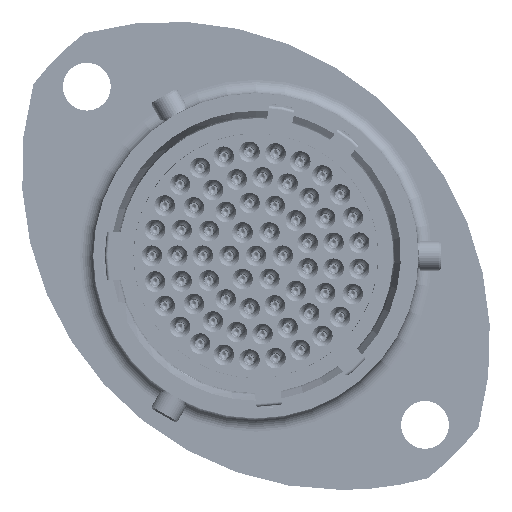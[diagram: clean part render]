
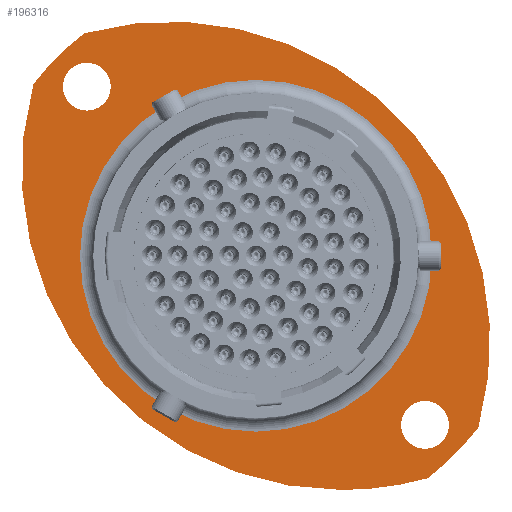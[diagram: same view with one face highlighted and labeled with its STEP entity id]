
A CAD part, left-side view. The second image highlights one B-rep face of the part: STEP entity #196316.
In plain terms, the highlighted planar face has unit normal (-1, 0, 0).
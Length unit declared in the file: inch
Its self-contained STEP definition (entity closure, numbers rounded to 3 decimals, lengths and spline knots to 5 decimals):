
#11802 = CARTESIAN_POINT ( 'NONE',  ( 0.62913, 0., 0. ) ) ;
#14978 = EDGE_CURVE ( 'NONE', #108658, #219422, #193058, .T. ) ;
#16423 = EDGE_CURVE ( 'NONE', #347419, #270698, #127955, .T. ) ;
#21772 = CARTESIAN_POINT ( 'NONE',  ( 0.62913, 0., -0.47067 ) ) ;
#23038 = EDGE_CURVE ( 'NONE', #270698, #347419, #39271, .T. ) ;
#28370 = CARTESIAN_POINT ( 'NONE',  ( 0.62913, 0., 0. ) ) ;
#32968 = FACE_BOUND ( 'NONE', #288784, .T. ) ;
#34781 = ORIENTED_EDGE ( 'NONE', *, *, #304382, .F. ) ;
#36432 = CARTESIAN_POINT ( 'NONE',  ( 0.62913, 0.22967, -0.22967 ) ) ;
#38574 = DIRECTION ( 'NONE',  ( 0., 0., -1. ) ) ;
#39271 = CIRCLE ( 'NONE', #257877, 0.06398 ) ;
#41145 = ORIENTED_EDGE ( 'NONE', *, *, #336877, .T. ) ;
#43731 = EDGE_CURVE ( 'NONE', #60548, #108658, #209079, .T. ) ;
#45086 = DIRECTION ( 'NONE',  ( 1., 0., 0. ) ) ;
#50573 = ORIENTED_EDGE ( 'NONE', *, *, #329820, .T. ) ;
#55385 = DIRECTION ( 'NONE',  ( 0., 0., 1. ) ) ;
#56103 = EDGE_CURVE ( 'NONE', #219422, #207386, #117767, .T. ) ;
#60548 = VERTEX_POINT ( 'NONE', #113386 ) ;
#63430 = DIRECTION ( 'NONE',  ( 0., 0., -1. ) ) ;
#69671 = CARTESIAN_POINT ( 'NONE',  ( 0.62913, -0.45238, -0.45238 ) ) ;
#71293 = EDGE_LOOP ( 'NONE', ( #222664, #331797 ) ) ;
#74477 = CARTESIAN_POINT ( 'NONE',  ( 0.62913, -0.45238, -0.45238 ) ) ;
#74625 = CARTESIAN_POINT ( 'NONE',  ( 0.62913, 0.45238, 0.45238 ) ) ;
#74890 = AXIS2_PLACEMENT_3D ( 'NONE', #102160, #289852, #129171 ) ;
#87917 = ORIENTED_EDGE ( 'NONE', *, *, #56103, .T. ) ;
#88391 = CIRCLE ( 'NONE', #299795, 0.8563 ) ;
#93226 = CARTESIAN_POINT ( 'NONE',  ( 0.62913, 0.45957, 0.59519 ) ) ;
#93789 = DIRECTION ( 'NONE',  ( -1., 0., 0. ) ) ;
#96330 = CARTESIAN_POINT ( 'NONE',  ( 0.62913, 0., 0.47067 ) ) ;
#96633 = DIRECTION ( 'NONE',  ( 0., 0., -1. ) ) ;
#99412 = CARTESIAN_POINT ( 'NONE',  ( 0.62913, 0., 0. ) ) ;
#100219 = CARTESIAN_POINT ( 'NONE',  ( 0.62913, 0.43524, 0. ) ) ;
#101425 = DIRECTION ( 'NONE',  ( 0., 0., -1. ) ) ;
#101544 = DIRECTION ( 'NONE',  ( 0., 0., -1. ) ) ;
#102160 = CARTESIAN_POINT ( 'NONE',  ( 0.62913, 0.45238, 0.45238 ) ) ;
#108658 = VERTEX_POINT ( 'NONE', #178448 ) ;
#112968 = AXIS2_PLACEMENT_3D ( 'NONE', #69671, #257329, #96633 ) ;
#113386 = CARTESIAN_POINT ( 'NONE',  ( 0.62913, -0.22967, -0.62663 ) ) ;
#117767 = CIRCLE ( 'NONE', #188441, 0.8563 ) ;
#120304 = VERTEX_POINT ( 'NONE', #21772 ) ;
#125769 = EDGE_CURVE ( 'NONE', #242465, #284515, #248471, .T. ) ;
#126409 = CARTESIAN_POINT ( 'NONE',  ( 0.62913, 0.45238, 0.3884 ) ) ;
#126463 = DIRECTION ( 'NONE',  ( 0., 0., 1. ) ) ;
#127208 = DIRECTION ( 'NONE',  ( 0., 0., -1. ) ) ;
#127955 = CIRCLE ( 'NONE', #112968, 0.06398 ) ;
#129171 = DIRECTION ( 'NONE',  ( 0., 0., -1. ) ) ;
#131351 = AXIS2_PLACEMENT_3D ( 'NONE', #100219, #287881, #127208 ) ;
#137601 = DIRECTION ( 'NONE',  ( -1., 0., 0. ) ) ;
#139315 = AXIS2_PLACEMENT_3D ( 'NONE', #11802, #199337, #38574 ) ;
#148814 = AXIS2_PLACEMENT_3D ( 'NONE', #205798, #45086, #232812 ) ;
#150744 = EDGE_LOOP ( 'NONE', ( #50573, #41145 ) ) ;
#156028 = VERTEX_POINT ( 'NONE', #314335 ) ;
#160334 = CARTESIAN_POINT ( 'NONE',  ( 0.62913, -0.59519, -0.45957 ) ) ;
#161723 = EDGE_LOOP ( 'NONE', ( #310410, #186305, #337177, #87917, #186300 ) ) ;
#166172 = CIRCLE ( 'NONE', #303809, 0.75197 ) ;
#167297 = FACE_BOUND ( 'NONE', #71293, .T. ) ;
#178448 = CARTESIAN_POINT ( 'NONE',  ( 0.62913, -0.45957, -0.59519 ) ) ;
#186300 = ORIENTED_EDGE ( 'NONE', *, *, #290332, .T. ) ;
#186305 = ORIENTED_EDGE ( 'NONE', *, *, #43731, .T. ) ;
#188109 = CIRCLE ( 'NONE', #148814, 0.47067 ) ;
#188441 = AXIS2_PLACEMENT_3D ( 'NONE', #36432, #224195, #63430 ) ;
#193058 = CIRCLE ( 'NONE', #294437, 0.75197 ) ;
#196316 = ADVANCED_FACE ( 'NONE', ( #310029, #32968, #167297, #230321 ), #205792, .F. ) ;
#198001 = ORIENTED_EDGE ( 'NONE', *, *, #125769, .F. ) ;
#199337 = DIRECTION ( 'NONE',  ( 1., 0., 0. ) ) ;
#205177 = CARTESIAN_POINT ( 'NONE',  ( 0.62913, -0.45238, -0.3884 ) ) ;
#205792 = PLANE ( 'NONE',  #131351 ) ;
#205798 = CARTESIAN_POINT ( 'NONE',  ( 0.62913, 0., 0. ) ) ;
#207386 = VERTEX_POINT ( 'NONE', #93226 ) ;
#209079 = CIRCLE ( 'NONE', #221723, 0.8563 ) ;
#215103 = CARTESIAN_POINT ( 'NONE',  ( 0.62913, 0.45238, 0.51636 ) ) ;
#216110 = DIRECTION ( 'NONE',  ( -1., 0., 0. ) ) ;
#219422 = VERTEX_POINT ( 'NONE', #160334 ) ;
#221723 = AXIS2_PLACEMENT_3D ( 'NONE', #254489, #93789, #281472 ) ;
#222664 = ORIENTED_EDGE ( 'NONE', *, *, #23038, .F. ) ;
#224195 = DIRECTION ( 'NONE',  ( -1., 0., 0. ) ) ;
#230321 = FACE_OUTER_BOUND ( 'NONE', #161723, .T. ) ;
#232812 = DIRECTION ( 'NONE',  ( 0., 0., -1. ) ) ;
#239501 = CIRCLE ( 'NONE', #74890, 0.06398 ) ;
#242465 = VERTEX_POINT ( 'NONE', #215103 ) ;
#248471 = CIRCLE ( 'NONE', #275864, 0.06398 ) ;
#251807 = CIRCLE ( 'NONE', #139315, 0.47067 ) ;
#254489 = CARTESIAN_POINT ( 'NONE',  ( 0.62913, -0.22967, 0.22967 ) ) ;
#257329 = DIRECTION ( 'NONE',  ( -1., 0., 0. ) ) ;
#257877 = AXIS2_PLACEMENT_3D ( 'NONE', #74477, #262140, #101425 ) ;
#262140 = DIRECTION ( 'NONE',  ( -1., 0., 0. ) ) ;
#262282 = DIRECTION ( 'NONE',  ( -1., 0., 0. ) ) ;
#270698 = VERTEX_POINT ( 'NONE', #335982 ) ;
#275864 = AXIS2_PLACEMENT_3D ( 'NONE', #74625, #262282, #101544 ) ;
#281472 = DIRECTION ( 'NONE',  ( 0., 0., -1. ) ) ;
#284515 = VERTEX_POINT ( 'NONE', #126409 ) ;
#286104 = EDGE_CURVE ( 'NONE', #156028, #60548, #88391, .T. ) ;
#287102 = DIRECTION ( 'NONE',  ( -1., 0., 0. ) ) ;
#287881 = DIRECTION ( 'NONE',  ( 1., 0., 0. ) ) ;
#288784 = EDGE_LOOP ( 'NONE', ( #34781, #198001 ) ) ;
#289852 = DIRECTION ( 'NONE',  ( -1., 0., 0. ) ) ;
#290332 = EDGE_CURVE ( 'NONE', #207386, #156028, #166172, .T. ) ;
#294437 = AXIS2_PLACEMENT_3D ( 'NONE', #28370, #216110, #55385 ) ;
#298241 = CARTESIAN_POINT ( 'NONE',  ( 0.62913, -0.22967, 0.22967 ) ) ;
#299795 = AXIS2_PLACEMENT_3D ( 'NONE', #298241, #137601, #325244 ) ;
#303809 = AXIS2_PLACEMENT_3D ( 'NONE', #99412, #287102, #126463 ) ;
#304382 = EDGE_CURVE ( 'NONE', #284515, #242465, #239501, .T. ) ;
#310029 = FACE_BOUND ( 'NONE', #150744, .T. ) ;
#310410 = ORIENTED_EDGE ( 'NONE', *, *, #286104, .T. ) ;
#313310 = VERTEX_POINT ( 'NONE', #96330 ) ;
#314335 = CARTESIAN_POINT ( 'NONE',  ( 0.62913, 0.59519, 0.45957 ) ) ;
#325244 = DIRECTION ( 'NONE',  ( 0., 0., -1. ) ) ;
#329820 = EDGE_CURVE ( 'NONE', #120304, #313310, #188109, .T. ) ;
#331797 = ORIENTED_EDGE ( 'NONE', *, *, #16423, .F. ) ;
#335982 = CARTESIAN_POINT ( 'NONE',  ( 0.62913, -0.45238, -0.51636 ) ) ;
#336877 = EDGE_CURVE ( 'NONE', #313310, #120304, #251807, .T. ) ;
#337177 = ORIENTED_EDGE ( 'NONE', *, *, #14978, .T. ) ;
#347419 = VERTEX_POINT ( 'NONE', #205177 ) ;
